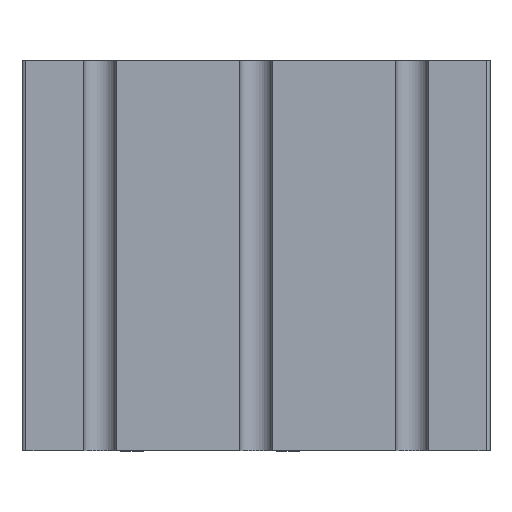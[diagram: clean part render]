
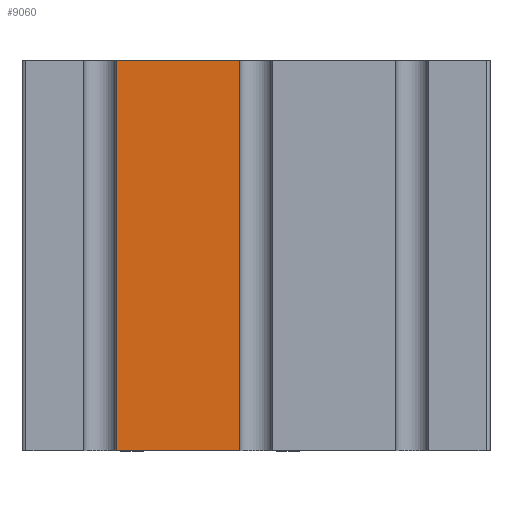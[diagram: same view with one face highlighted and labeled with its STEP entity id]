
A CAD part, front view. The second image highlights one B-rep face of the part: STEP entity #9060.
In plain terms, the highlighted planar face has unit normal (0, -1, 0).
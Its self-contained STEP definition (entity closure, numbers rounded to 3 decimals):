
#261 = CARTESIAN_POINT ( 'NONE',  ( 7724.863, 3214.589, 100. ) ) ;
#400 = CARTESIAN_POINT ( 'NONE',  ( 7720.663, 3214.589, 100. ) ) ;
#731 = LINE ( 'NONE', #1005, #8006 ) ;
#839 = ORIENTED_EDGE ( 'NONE', *, *, #3235, .T. ) ;
#1005 = CARTESIAN_POINT ( 'NONE',  ( 7689.063, 3214.589, 100. ) ) ;
#1034 = EDGE_CURVE ( 'NONE', #8970, #3243, #1073, .T. ) ;
#1035 = LINE ( 'NONE', #8020, #9097 ) ;
#1073 = LINE ( 'NONE', #261, #2642 ) ;
#2322 = EDGE_LOOP ( 'NONE', ( #839, #6978, #5185, #9390 ) ) ;
#2343 = FACE_OUTER_BOUND ( 'NONE', #2322, .T. ) ;
#2591 = DIRECTION ( 'NONE',  ( 0., 0., 1. ) ) ;
#2642 = VECTOR ( 'NONE', #5633, 1000. ) ;
#2751 = CARTESIAN_POINT ( 'NONE',  ( 7720.663, 3214.589, 100. ) ) ;
#3235 = EDGE_CURVE ( 'NONE', #10027, #3243, #6684, .T. ) ;
#3243 = VERTEX_POINT ( 'NONE', #400 ) ;
#3245 = CARTESIAN_POINT ( 'NONE',  ( 7689.063, 3214.589, 100. ) ) ;
#3361 = AXIS2_PLACEMENT_3D ( 'NONE', #7283, #3430, #8920 ) ;
#3430 = DIRECTION ( 'NONE',  ( 0., 1., 0. ) ) ;
#4890 = VECTOR ( 'NONE', #8183, 1000. ) ;
#4915 = DIRECTION ( 'NONE',  ( 1., 0., 0. ) ) ;
#5185 = ORIENTED_EDGE ( 'NONE', *, *, #6499, .F. ) ;
#5633 = DIRECTION ( 'NONE',  ( 1., 0., 0. ) ) ;
#5710 = PLANE ( 'NONE',  #3361 ) ;
#6499 = EDGE_CURVE ( 'NONE', #8469, #8970, #731, .T. ) ;
#6684 = LINE ( 'NONE', #2751, #4890 ) ;
#6978 = ORIENTED_EDGE ( 'NONE', *, *, #1034, .F. ) ;
#7191 = EDGE_CURVE ( 'NONE', #8469, #10027, #1035, .T. ) ;
#7283 = CARTESIAN_POINT ( 'NONE',  ( 7689.063, 3214.589, 100. ) ) ;
#8006 = VECTOR ( 'NONE', #2591, 1000. ) ;
#8020 = CARTESIAN_POINT ( 'NONE',  ( 7689.063, 3214.589, 0. ) ) ;
#8183 = DIRECTION ( 'NONE',  ( 0., 0., 1. ) ) ;
#8357 = CARTESIAN_POINT ( 'NONE',  ( 7720.663, 3214.589, 0. ) ) ;
#8469 = VERTEX_POINT ( 'NONE', #9677 ) ;
#8920 = DIRECTION ( 'NONE',  ( 0., 0., 1. ) ) ;
#8970 = VERTEX_POINT ( 'NONE', #3245 ) ;
#9060 = ADVANCED_FACE ( 'NONE', ( #2343 ), #5710, .F. ) ;
#9097 = VECTOR ( 'NONE', #4915, 1000. ) ;
#9390 = ORIENTED_EDGE ( 'NONE', *, *, #7191, .T. ) ;
#9677 = CARTESIAN_POINT ( 'NONE',  ( 7689.063, 3214.589, 0. ) ) ;
#10027 = VERTEX_POINT ( 'NONE', #8357 ) ;
